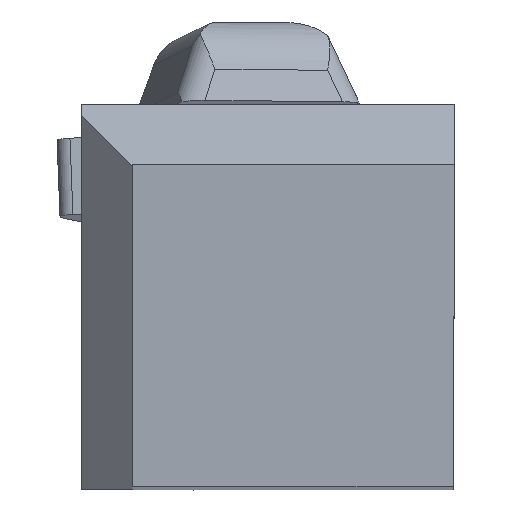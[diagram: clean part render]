
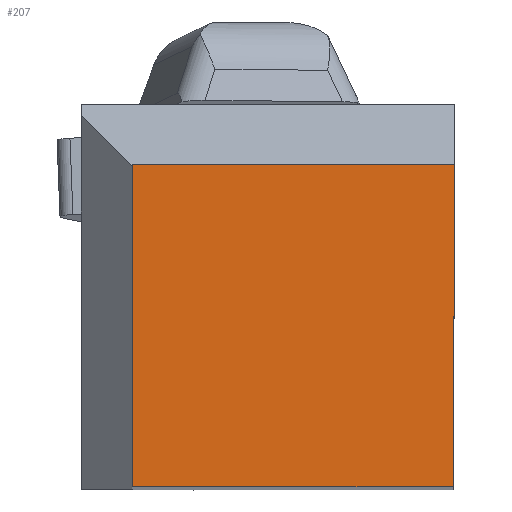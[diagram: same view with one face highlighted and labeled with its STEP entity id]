
A CAD part, top view. The second image highlights one B-rep face of the part: STEP entity #207.
In plain terms, the highlighted planar face has unit normal (0, 0, 1).
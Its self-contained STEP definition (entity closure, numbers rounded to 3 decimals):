
#145=FACE_OUTER_BOUND('',#599,.T.);
#207=ADVANCED_FACE('BLANK_BOXF006',(#145),#264,.F.);
#264=PLANE('',#1383);
#350=LINE('',#1941,#484);
#351=LINE('',#1944,#485);
#352=LINE('',#1946,#486);
#353=LINE('',#1948,#487);
#484=VECTOR('',#1574,1.);
#485=VECTOR('',#1575,1.);
#486=VECTOR('',#1576,1.);
#487=VECTOR('',#1577,1.);
#599=EDGE_LOOP('',(#740,#741,#742,#743));
#740=ORIENTED_EDGE('',*,*,#1164,.F.);
#741=ORIENTED_EDGE('',*,*,#1165,.F.);
#742=ORIENTED_EDGE('',*,*,#1166,.F.);
#743=ORIENTED_EDGE('',*,*,#1167,.F.);
#1038=VERTEX_POINT('',#1942);
#1039=VERTEX_POINT('',#1943);
#1040=VERTEX_POINT('',#1945);
#1041=VERTEX_POINT('',#1947);
#1164=EDGE_CURVE('',#1038,#1039,#350,.T.);
#1165=EDGE_CURVE('',#1040,#1038,#351,.T.);
#1166=EDGE_CURVE('',#1041,#1040,#352,.T.);
#1167=EDGE_CURVE('',#1039,#1041,#353,.T.);
#1383=AXIS2_PLACEMENT_3D('',#1949,#1578,#1579);
#1574=DIRECTION('',(0.,1.,0.));
#1575=DIRECTION('',(-1.,0.,0.));
#1576=DIRECTION('',(-0.004,-1.,0.));
#1577=DIRECTION('',(1.,0.,0.));
#1578=DIRECTION('',(0.,0.,-1.));
#1579=DIRECTION('',(-1.,0.,0.));
#1941=CARTESIAN_POINT('',(-19.875,-142.35,0.));
#1942=CARTESIAN_POINT('',(-19.875,0.,0.));
#1943=CARTESIAN_POINT('',(-19.875,19.875,0.));
#1944=CARTESIAN_POINT('',(142.35,0.,0.));
#1945=CARTESIAN_POINT('',(-0.087,0.,0.));
#1946=CARTESIAN_POINT('',(0.534,142.349,0.));
#1947=CARTESIAN_POINT('',(0.,19.875,0.));
#1948=CARTESIAN_POINT('',(-142.35,19.875,0.));
#1949=CARTESIAN_POINT('',(-33.35,-5.,0.));
